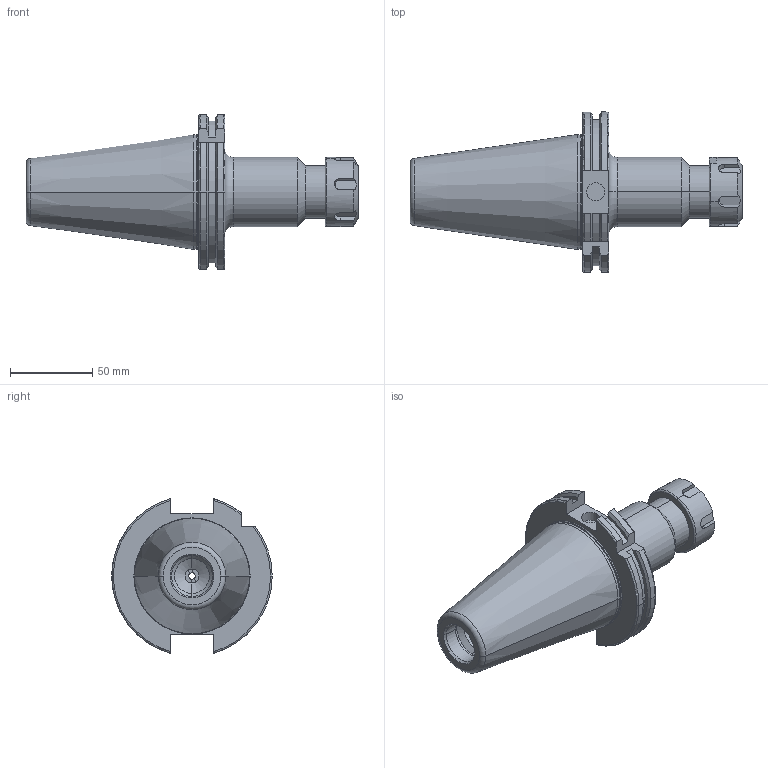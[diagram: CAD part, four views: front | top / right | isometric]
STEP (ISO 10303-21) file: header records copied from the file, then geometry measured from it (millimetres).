
FILE_DESCRIPTION (( 'STEP AP203' ), '1' );
FILE_NAME ('91506-ER125100.STEP', '2021-04-10T09:27:22', ( '' ), ( '' ), 'SwSTEP 2.0', 'SolidWorks 2018', '' );
FILE_SCHEMA (( 'CONFIG_CONTROL_DESIGN' ));
Length unit declared in the file: millimetre
Products named in the file (8): FTSCWM18X150; SK50CCHER25100WW; 91506-ER125100; FTNUTER25
Assembly tree (4 placements, depth 3):
  FTSCWM18X150
  91506-ER125100
    SK50CCHER25100WW
      SK50CCHER25100WW
      FTNUTER25
      FTSCWM18X150
  SK50CCHER25100WW
  FTNUTER25
Bounding box: 201.75 x 97.5 x 94.05 mm (x, y, z)
Volume: 418198.6 mm3; surface area: 61978.8 mm2
Topology: 3 solids, 3 shells, 182 faces, 461 edges, 292 vertices
Faces by surface type: plane 66, cylinder 49, cone 42, torus 25
Entity records: 6634 total; most frequent: CARTESIAN_POINT 1434, DIRECTION 987, ORIENTED_EDGE 922, EDGE_CURVE 461, AXIS2_PLACEMENT_3D 397, VERTEX_POINT 292, CIRCLE 206, EDGE_LOOP 195
